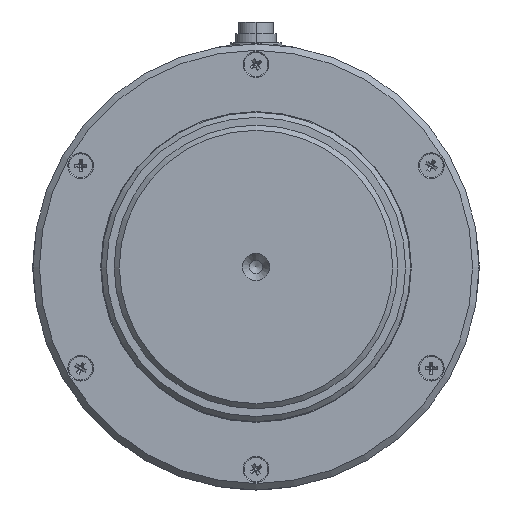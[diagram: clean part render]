
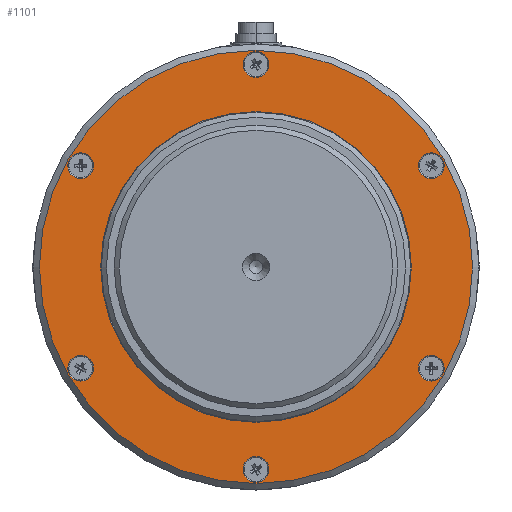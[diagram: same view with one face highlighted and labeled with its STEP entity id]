
A CAD part, left-side view. The second image highlights one B-rep face of the part: STEP entity #1101.
In plain terms, the highlighted planar face has unit normal (-1, 0, 0).
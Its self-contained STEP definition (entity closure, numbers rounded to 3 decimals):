
#1101 = ADVANCED_FACE( '', ( #2210, #2211, #2212, #2213, #2214, #2215, #2216, #2217 ), #2218, .T. );
#2210 = FACE_BOUND( '', #3342, .T. );
#2211 = FACE_BOUND( '', #3343, .T. );
#2212 = FACE_BOUND( '', #3344, .T. );
#2213 = FACE_BOUND( '', #3345, .T. );
#2214 = FACE_BOUND( '', #3346, .T. );
#2215 = FACE_BOUND( '', #3347, .T. );
#2216 = FACE_OUTER_BOUND( '', #3348, .T. );
#2217 = FACE_BOUND( '', #3349, .T. );
#2218 = PLANE( '', #3350 );
#3342 = EDGE_LOOP( '', ( #5625 ) );
#3343 = EDGE_LOOP( '', ( #5626 ) );
#3344 = EDGE_LOOP( '', ( #5627 ) );
#3345 = EDGE_LOOP( '', ( #5628 ) );
#3346 = EDGE_LOOP( '', ( #5629 ) );
#3347 = EDGE_LOOP( '', ( #5630 ) );
#3348 = EDGE_LOOP( '', ( #5631 ) );
#3349 = EDGE_LOOP( '', ( #5632 ) );
#3350 = AXIS2_PLACEMENT_3D( '', #5633, #5634, #5635 );
#5625 = ORIENTED_EDGE( '', *, *, #6204, .T. );
#5626 = ORIENTED_EDGE( '', *, *, #6327, .T. );
#5627 = ORIENTED_EDGE( '', *, *, #6433, .T. );
#5628 = ORIENTED_EDGE( '', *, *, #6915, .T. );
#5629 = ORIENTED_EDGE( '', *, *, #6186, .T. );
#5630 = ORIENTED_EDGE( '', *, *, #6549, .T. );
#5631 = ORIENTED_EDGE( '', *, *, #6365, .T. );
#5632 = ORIENTED_EDGE( '', *, *, #6752, .T. );
#5633 = CARTESIAN_POINT( '', ( 0., 0., 0. ) );
#5634 = DIRECTION( '', ( -1., 0., 0. ) );
#5635 = DIRECTION( '', ( 0., -1., 0. ) );
#6186 = EDGE_CURVE( '', #7225, #7225, #7226, .F. );
#6204 = EDGE_CURVE( '', #7254, #7254, #7255, .F. );
#6327 = EDGE_CURVE( '', #7455, #7455, #7456, .F. );
#6365 = EDGE_CURVE( '', #7520, #7520, #7521, .T. );
#6433 = EDGE_CURVE( '', #7616, #7616, #7617, .F. );
#6549 = EDGE_CURVE( '', #7792, #7792, #7793, .F. );
#6752 = EDGE_CURVE( '', #8079, #8079, #8080, .F. );
#6915 = EDGE_CURVE( '', #8271, #8271, #8272, .F. );
#7225 = VERTEX_POINT( '', #9002 );
#7226 = CIRCLE( '', #9003, 5. );
#7254 = VERTEX_POINT( '', #9102 );
#7255 = CIRCLE( '', #9103, 5. );
#7455 = VERTEX_POINT( '', #9436 );
#7456 = CIRCLE( '', #9437, 5. );
#7520 = VERTEX_POINT( '', #9521 );
#7521 = CIRCLE( '', #9522, 84. );
#7616 = VERTEX_POINT( '', #9702 );
#7617 = CIRCLE( '', #9703, 5. );
#7792 = VERTEX_POINT( '', #9932 );
#7793 = CIRCLE( '', #9933, 5. );
#8079 = VERTEX_POINT( '', #10292 );
#8080 = CIRCLE( '', #10293, 60.25 );
#8271 = VERTEX_POINT( '', #10655 );
#8272 = CIRCLE( '', #10656, 5. );
#9002 = CARTESIAN_POINT( '', ( 0., -36.75, -63.653 ) );
#9003 = AXIS2_PLACEMENT_3D( '', #10919, #10920, #10921 );
#9102 = CARTESIAN_POINT( '', ( 0., 36.75, 63.653 ) );
#9103 = AXIS2_PLACEMENT_3D( '', #10936, #10937, #10938 );
#9436 = CARTESIAN_POINT( '', ( 0., 36.75, -63.653 ) );
#9437 = AXIS2_PLACEMENT_3D( '', #11114, #11115, #11116 );
#9521 = CARTESIAN_POINT( '', ( 0., -84., 0. ) );
#9522 = AXIS2_PLACEMENT_3D( '', #11170, #11171, #11172 );
#9702 = CARTESIAN_POINT( '', ( 0., -36.75, 63.653 ) );
#9703 = AXIS2_PLACEMENT_3D( '', #11258, #11259, #11260 );
#9932 = CARTESIAN_POINT( '', ( 0., 73.5, 0. ) );
#9933 = AXIS2_PLACEMENT_3D( '', #11405, #11406, #11407 );
#10292 = CARTESIAN_POINT( '', ( 0., -60.25, 0. ) );
#10293 = AXIS2_PLACEMENT_3D( '', #11643, #11644, #11645 );
#10655 = CARTESIAN_POINT( '', ( 0., -73.5, 0. ) );
#10656 = AXIS2_PLACEMENT_3D( '', #11823, #11824, #11825 );
#10919 = CARTESIAN_POINT( '', ( 0., -39.25, -67.983 ) );
#10920 = DIRECTION( '', ( -1., 0., 0. ) );
#10921 = DIRECTION( '', ( 0., 0.5, 0.866 ) );
#10936 = CARTESIAN_POINT( '', ( 0., 39.25, 67.983 ) );
#10937 = DIRECTION( '', ( -1., 0., 0. ) );
#10938 = DIRECTION( '', ( 0., -0.5, -0.866 ) );
#11114 = CARTESIAN_POINT( '', ( 0., 39.25, -67.983 ) );
#11115 = DIRECTION( '', ( -1., 0., 0. ) );
#11116 = DIRECTION( '', ( 0., -0.5, 0.866 ) );
#11170 = CARTESIAN_POINT( '', ( 0., 0., 0. ) );
#11171 = DIRECTION( '', ( -1., 0., 0. ) );
#11172 = DIRECTION( '', ( 0., -1., 0. ) );
#11258 = CARTESIAN_POINT( '', ( 0., -39.25, 67.983 ) );
#11259 = DIRECTION( '', ( -1., 0., 0. ) );
#11260 = DIRECTION( '', ( 0., 0.5, -0.866 ) );
#11405 = CARTESIAN_POINT( '', ( 0., 78.5, 0. ) );
#11406 = DIRECTION( '', ( -1., 0., 0. ) );
#11407 = DIRECTION( '', ( 0., -1., 0. ) );
#11643 = CARTESIAN_POINT( '', ( 0., 0., 0. ) );
#11644 = DIRECTION( '', ( -1., 0., 0. ) );
#11645 = DIRECTION( '', ( 0., -1., 0. ) );
#11823 = CARTESIAN_POINT( '', ( 0., -78.5, 0. ) );
#11824 = DIRECTION( '', ( -1., 0., 0. ) );
#11825 = DIRECTION( '', ( 0., 1., 0. ) );
